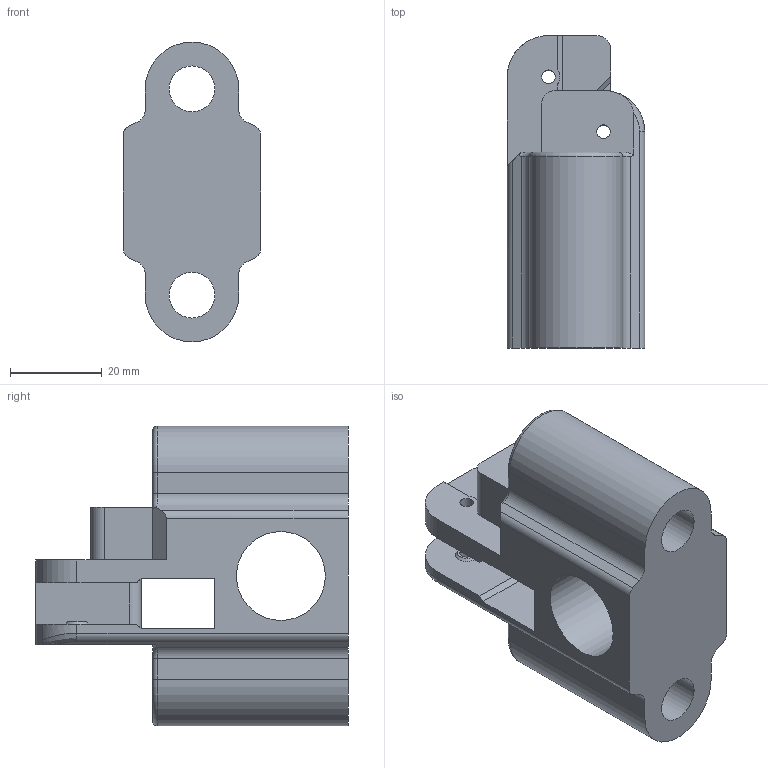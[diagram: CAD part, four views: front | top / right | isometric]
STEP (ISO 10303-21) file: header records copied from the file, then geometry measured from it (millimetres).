
FILE_DESCRIPTION(/* description */ (''),/* implementation_level */ '2;1');
FILE_NAME(/* name */ 'Y Carriage LM10UU small stretched v8.step',/* time_stamp */ '2020-10-20T11:27:40+02:00',/* author */ (''),/* organization */ (''),/* preprocessor_version */ 'ST-DEVELOPER v18.1',/* originating_system */ 'Autodesk Translation Framework v9.3.0.1241',/* authorisation */ '');
FILE_SCHEMA (('AUTOMOTIVE_DESIGN { 1 0 10303 214 3 1 1 }'));
Length unit declared in the file: millimetre
Products named in the file (1): Y Carriage LM10UU small stretched
Bounding box: 30 x 68.2 x 65.4 mm (x, y, z)
Volume: 50757.9 mm3; surface area: 18698 mm2
Topology: 1 solids, 1 shells, 88 faces, 243 edges, 157 vertices
Faces by surface type: plane 43, cylinder 33, torus 6, bspline 4, cone 2
Full cylindrical faces by diameter (mm): 3 x4, 10 x2, 19.4 x1
Entity records: 3014 total; most frequent: CARTESIAN_POINT 664, DIRECTION 488, ORIENTED_EDGE 486, EDGE_CURVE 243, AXIS2_PLACEMENT_3D 172, VERTEX_POINT 157, LINE 144, VECTOR 144
